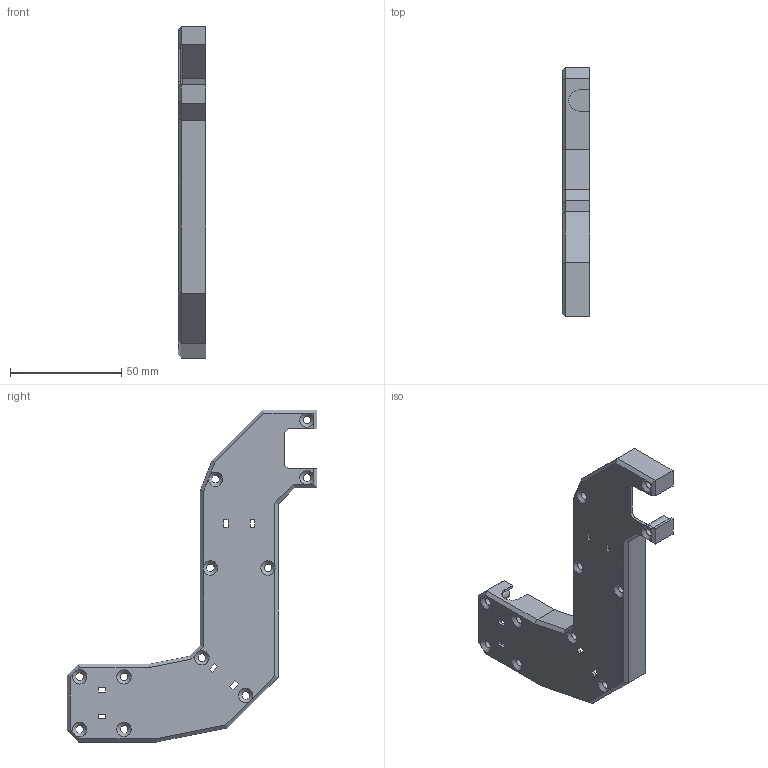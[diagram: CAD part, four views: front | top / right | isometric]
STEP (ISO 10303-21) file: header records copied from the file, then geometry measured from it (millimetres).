
FILE_DESCRIPTION(/* description */ (''),/* implementation_level */ '2;1');
FILE_NAME(/* name */ 'Cable cover.step',/* time_stamp */ '2024-11-17T19:01:09+01:00',/* author */ (''),/* organization */ (''),/* preprocessor_version */ 'ST-DEVELOPER v20',/* originating_system */ 'Autodesk Translation Framework v13.20.0.188',/* authorisation */ '');
FILE_SCHEMA (('AUTOMOTIVE_DESIGN { 1 0 10303 214 3 1 1 }'));
Length unit declared in the file: millimetre
Products named in the file (1): FusionComponent
Bounding box: 12.5 x 112.5 x 149.4 mm (x, y, z)
Volume: 15626.8 mm3; surface area: 26937.5 mm2
Topology: 1 solids, 1 shells, 169 faces, 472 edges, 296 vertices
Faces by surface type: plane 123, cylinder 24, cone 22
Full cylindrical faces by diameter (mm): 3.5 x11, 5.9 x11
Entity records: 5400 total; most frequent: CARTESIAN_POINT 1004, ORIENTED_EDGE 944, DIRECTION 866, EDGE_CURVE 472, LINE 352, VECTOR 352, VERTEX_POINT 296, AXIS2_PLACEMENT_3D 257
